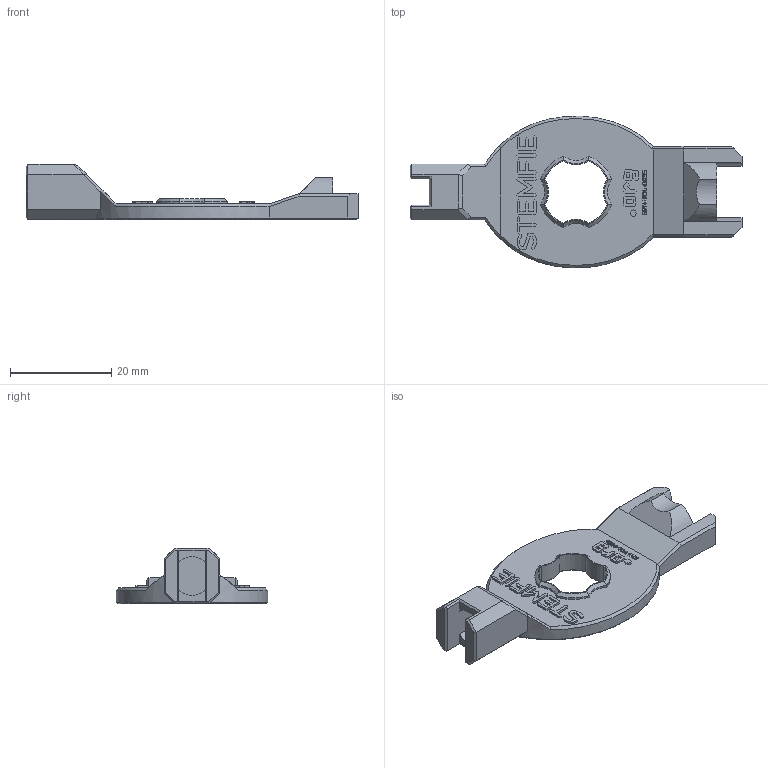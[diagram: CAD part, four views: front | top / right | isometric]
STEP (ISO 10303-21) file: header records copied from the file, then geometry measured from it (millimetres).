
FILE_DESCRIPTION(('FreeCAD Model'),'2;1');
FILE_NAME('Open CASCADE Shape Model','2024-10-31T15:29:21',(''),(''), 'Open CASCADE STEP processor 7.6','FreeCAD','Unknown');
FILE_SCHEMA(('AUTOMOTIVE_DESIGN { 1 0 10303 214 1 1 1 1 }'));
Length unit declared in the file: millimetre
Products named in the file (1): Tool Driver Nut Screw RHD - SPN-TOL-0035 (stemfie.org)
Bounding box: 65.6 x 29.96 x 10.9 mm (x, y, z)
Volume: 4547 mm3; surface area: 3771 mm2
Topology: 1 solids, 1 shells, 559 faces, 1535 edges, 1010 vertices
Faces by surface type: bspline 180, extrusion 178, plane 154, cylinder 28, cone 19
Full cylindrical faces by diameter (mm): 7.2 x1
Entity records: 18445 total; most frequent: CARTESIAN_POINT 6416, ORIENTED_EDGE 3070, EDGE_CURVE 1535, DIRECTION 1347, B_SPLINE_CURVE_WITH_KNOTS 1057, VERTEX_POINT 1010, VECTOR 725, FACE_BOUND 593
